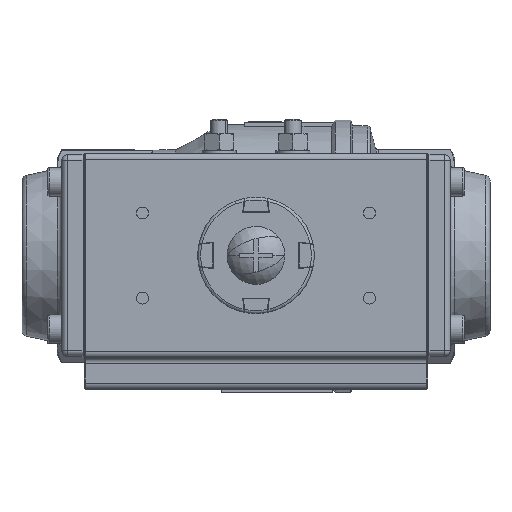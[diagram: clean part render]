
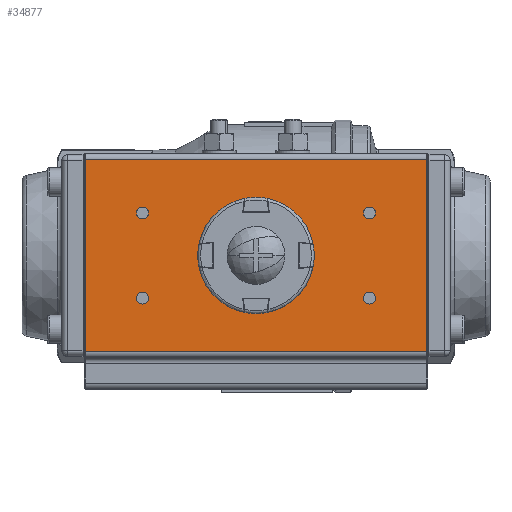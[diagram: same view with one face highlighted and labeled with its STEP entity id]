
A CAD part, top view. The second image highlights one B-rep face of the part: STEP entity #34877.
In plain terms, the highlighted planar face has unit normal (0, 0, 1).
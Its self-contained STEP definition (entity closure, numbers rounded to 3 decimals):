
#34738=CARTESIAN_POINT('',(-60.5,34.,163.));
#34739=DIRECTION('',(-0.,-0.,-1.));
#34740=DIRECTION('',(-0.,-1.,0.));
#34741=AXIS2_PLACEMENT_3D('',#34738,#34739,#34740);
#34742=PLANE('',#34741);
#34743=CARTESIAN_POINT('',(37.9,15.,163.));
#34744=VERTEX_POINT('',#34743);
#34745=CARTESIAN_POINT('',(42.1,15.,163.));
#34746=VERTEX_POINT('',#34745);
#34747=CARTESIAN_POINT('',(40.,15.,163.));
#34748=DIRECTION('',(0.,0.,1.));
#34749=DIRECTION('',(-1.,0.,0.));
#34750=AXIS2_PLACEMENT_3D('',#34747,#34748,#34749);
#34751=CIRCLE('',#34750,2.1);
#34752=EDGE_CURVE('NONE',#34744,#34746,#34751,.T.);
#34753=ORIENTED_EDGE('',*,*,#34752,.F.);
#34754=CARTESIAN_POINT('',(40.,15.,163.));
#34755=DIRECTION('',(0.,0.,1.));
#34756=DIRECTION('',(-1.,0.,0.));
#34757=AXIS2_PLACEMENT_3D('',#34754,#34755,#34756);
#34758=CIRCLE('',#34757,2.1);
#34759=EDGE_CURVE('NONE',#34746,#34744,#34758,.T.);
#34760=ORIENTED_EDGE('',*,*,#34759,.F.);
#34761=EDGE_LOOP('',(#34753,#34760));
#34762=FACE_BOUND('',#34761,.T.);
#34763=CARTESIAN_POINT('',(37.9,-15.,163.));
#34764=VERTEX_POINT('',#34763);
#34765=CARTESIAN_POINT('',(42.1,-15.,163.));
#34766=VERTEX_POINT('',#34765);
#34767=CARTESIAN_POINT('',(40.,-15.,163.));
#34768=DIRECTION('',(0.,0.,1.));
#34769=DIRECTION('',(-1.,0.,0.));
#34770=AXIS2_PLACEMENT_3D('',#34767,#34768,#34769);
#34771=CIRCLE('',#34770,2.1);
#34772=EDGE_CURVE('NONE',#34764,#34766,#34771,.T.);
#34773=ORIENTED_EDGE('',*,*,#34772,.F.);
#34774=CARTESIAN_POINT('',(40.,-15.,163.));
#34775=DIRECTION('',(0.,0.,1.));
#34776=DIRECTION('',(-1.,0.,0.));
#34777=AXIS2_PLACEMENT_3D('',#34774,#34775,#34776);
#34778=CIRCLE('',#34777,2.1);
#34779=EDGE_CURVE('NONE',#34766,#34764,#34778,.T.);
#34780=ORIENTED_EDGE('',*,*,#34779,.F.);
#34781=EDGE_LOOP('',(#34773,#34780));
#34782=FACE_BOUND('',#34781,.T.);
#34783=CARTESIAN_POINT('',(-60.279,-34.,163.));
#34784=VERTEX_POINT('',#34783);
#34785=CARTESIAN_POINT('',(60.279,-34.,163.));
#34786=VERTEX_POINT('',#34785);
#34787=CARTESIAN_POINT('',(-60.279,-34.,163.));
#34788=DIRECTION('',(1.,-0.,-0.));
#34789=VECTOR('',#34788,120.558);
#34790=LINE('',#34787,#34789);
#34791=EDGE_CURVE('',#34784,#34786,#34790,.T.);
#34792=ORIENTED_EDGE('',*,*,#34791,.T.);
#34793=CARTESIAN_POINT('',(60.279,34.,163.));
#34794=VERTEX_POINT('',#34793);
#34795=CARTESIAN_POINT('',(60.279,-34.,163.));
#34796=DIRECTION('',(0.,1.,-0.));
#34797=VECTOR('',#34796,68.);
#34798=LINE('',#34795,#34797);
#34799=EDGE_CURVE('',#34786,#34794,#34798,.T.);
#34800=ORIENTED_EDGE('',*,*,#34799,.T.);
#34801=CARTESIAN_POINT('',(-60.279,34.,163.));
#34802=VERTEX_POINT('',#34801);
#34803=CARTESIAN_POINT('',(-60.279,34.,163.));
#34804=DIRECTION('',(1.,-0.,-0.));
#34805=VECTOR('',#34804,120.558);
#34806=LINE('',#34803,#34805);
#34807=EDGE_CURVE('',#34802,#34794,#34806,.T.);
#34808=ORIENTED_EDGE('',*,*,#34807,.F.);
#34809=CARTESIAN_POINT('',(-60.279,34.,163.));
#34810=DIRECTION('',(-0.,-1.,0.));
#34811=VECTOR('',#34810,68.);
#34812=LINE('',#34809,#34811);
#34813=EDGE_CURVE('',#34802,#34784,#34812,.T.);
#34814=ORIENTED_EDGE('',*,*,#34813,.T.);
#34815=EDGE_LOOP('',(#34792,#34800,#34808,#34814));
#34816=FACE_BOUND('',#34815,.T.);
#34817=CARTESIAN_POINT('',(-42.1,15.,163.));
#34818=VERTEX_POINT('',#34817);
#34819=CARTESIAN_POINT('',(-37.9,15.,163.));
#34820=VERTEX_POINT('',#34819);
#34821=CARTESIAN_POINT('',(-40.,15.,163.));
#34822=DIRECTION('',(0.,0.,1.));
#34823=DIRECTION('',(-1.,0.,0.));
#34824=AXIS2_PLACEMENT_3D('',#34821,#34822,#34823);
#34825=CIRCLE('',#34824,2.1);
#34826=EDGE_CURVE('NONE',#34818,#34820,#34825,.T.);
#34827=ORIENTED_EDGE('',*,*,#34826,.F.);
#34828=CARTESIAN_POINT('',(-40.,15.,163.));
#34829=DIRECTION('',(0.,0.,1.));
#34830=DIRECTION('',(-1.,0.,0.));
#34831=AXIS2_PLACEMENT_3D('',#34828,#34829,#34830);
#34832=CIRCLE('',#34831,2.1);
#34833=EDGE_CURVE('NONE',#34820,#34818,#34832,.T.);
#34834=ORIENTED_EDGE('',*,*,#34833,.F.);
#34835=EDGE_LOOP('',(#34827,#34834));
#34836=FACE_BOUND('',#34835,.T.);
#34837=CARTESIAN_POINT('',(-42.1,-15.,163.));
#34838=VERTEX_POINT('',#34837);
#34839=CARTESIAN_POINT('',(-37.9,-15.,163.));
#34840=VERTEX_POINT('',#34839);
#34841=CARTESIAN_POINT('',(-40.,-15.,163.));
#34842=DIRECTION('',(0.,0.,1.));
#34843=DIRECTION('',(-1.,0.,0.));
#34844=AXIS2_PLACEMENT_3D('',#34841,#34842,#34843);
#34845=CIRCLE('',#34844,2.1);
#34846=EDGE_CURVE('NONE',#34838,#34840,#34845,.T.);
#34847=ORIENTED_EDGE('',*,*,#34846,.F.);
#34848=CARTESIAN_POINT('',(-40.,-15.,163.));
#34849=DIRECTION('',(0.,0.,1.));
#34850=DIRECTION('',(-1.,0.,0.));
#34851=AXIS2_PLACEMENT_3D('',#34848,#34849,#34850);
#34852=CIRCLE('',#34851,2.1);
#34853=EDGE_CURVE('NONE',#34840,#34838,#34852,.T.);
#34854=ORIENTED_EDGE('',*,*,#34853,.F.);
#34855=EDGE_LOOP('',(#34847,#34854));
#34856=FACE_BOUND('',#34855,.T.);
#34857=CARTESIAN_POINT('',(-9.,-0.,163.));
#34858=VERTEX_POINT('',#34857);
#34859=CARTESIAN_POINT('',(9.,-0.,163.));
#34860=VERTEX_POINT('',#34859);
#34861=CARTESIAN_POINT('',(0.,-0.,163.));
#34862=DIRECTION('',(-0.,-0.,-1.));
#34863=DIRECTION('',(-0.,-1.,0.));
#34864=AXIS2_PLACEMENT_3D('',#34861,#34862,#34863);
#34865=CIRCLE('',#34864,9.);
#34866=EDGE_CURVE('',#34858,#34860,#34865,.T.);
#34867=ORIENTED_EDGE('',*,*,#34866,.T.);
#34868=CARTESIAN_POINT('',(0.,-0.,163.));
#34869=DIRECTION('',(-0.,-0.,-1.));
#34870=DIRECTION('',(-0.,-1.,0.));
#34871=AXIS2_PLACEMENT_3D('',#34868,#34869,#34870);
#34872=CIRCLE('',#34871,9.);
#34873=EDGE_CURVE('',#34860,#34858,#34872,.T.);
#34874=ORIENTED_EDGE('',*,*,#34873,.T.);
#34875=EDGE_LOOP('',(#34867,#34874));
#34876=FACE_BOUND('',#34875,.T.);
#34877=ADVANCED_FACE('',(#34762,#34782,#34816,#34836,#34856,#34876),#34742,.F.);
